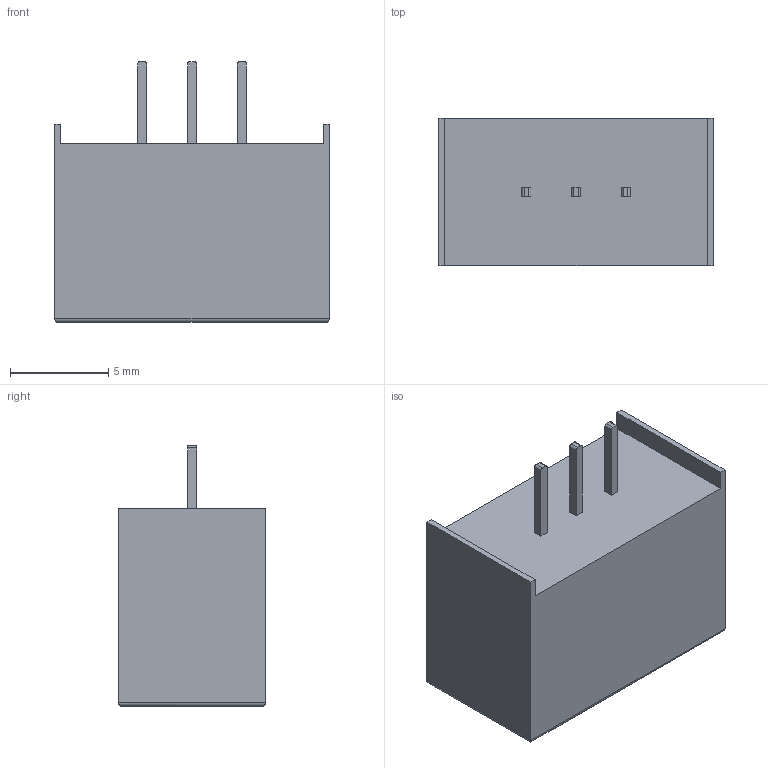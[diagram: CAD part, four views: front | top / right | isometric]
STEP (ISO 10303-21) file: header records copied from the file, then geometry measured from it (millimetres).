
FILE_DESCRIPTION(/* description */ (''),/* implementation_level */ '2;1');
FILE_NAME(/* name */ 'TSR_2_2433.step',/* time_stamp */ '2019-07-08T15:27:46+01:00',/* author */ (''),/* organization */ (''),/* preprocessor_version */ 'ST-DEVELOPER v18',/* originating_system */ 'Autodesk Translation Framework v8.2.0.1029',/* authorisation */ '');
FILE_SCHEMA (('AUTOMOTIVE_DESIGN { 1 0 10303 214 3 1 1 }'));
Length unit declared in the file: millimetre
Products named in the file (1): tsr_2_2433
Bounding box: 14 x 7.5 x 13.3 mm (x, y, z)
Volume: 960.8 mm3; surface area: 666.4 mm2
Topology: 4 solids, 4 shells, 382 faces, 1025 edges, 682 vertices
Faces by surface type: plane 212, bspline 139, cylinder 31
Full cylindrical faces by diameter (mm): 1.427 x1
Entity records: 13492 total; most frequent: CARTESIAN_POINT 4724, ORIENTED_EDGE 2050, DIRECTION 1293, EDGE_CURVE 1025, LINE 689, VECTOR 689, VERTEX_POINT 682, EDGE_LOOP 413
